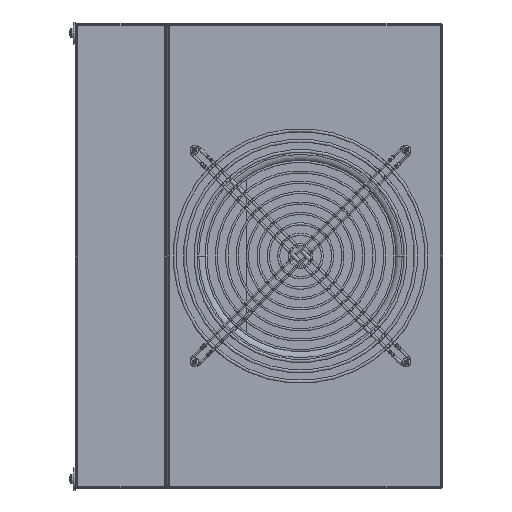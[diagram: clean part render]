
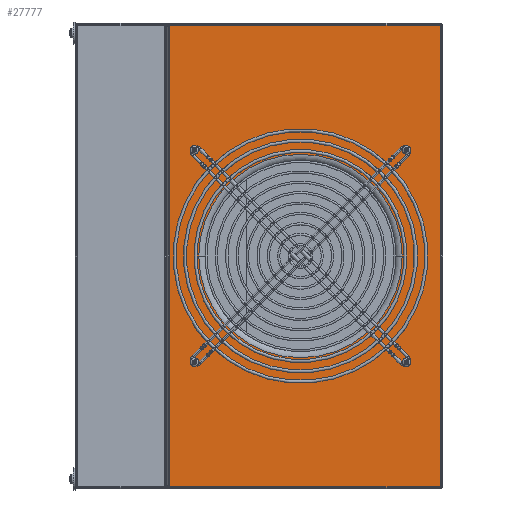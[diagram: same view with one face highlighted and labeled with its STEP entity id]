
A CAD part, left-side view. The second image highlights one B-rep face of the part: STEP entity #27777.
In plain terms, the highlighted planar face has unit normal (-1, 0, 0).
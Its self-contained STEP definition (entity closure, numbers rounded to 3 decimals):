
#656 = EDGE_CURVE ( 'NONE', #8345, #26805, #18134, .T. ) ;
#725 = CARTESIAN_POINT ( 'NONE',  ( -300., 28.379, -86.621 ) ) ;
#841 = VERTEX_POINT ( 'NONE', #8239 ) ;
#1258 = CIRCLE ( 'NONE', #15219, 83. ) ;
#1315 = DIRECTION ( 'NONE',  ( -1., 0., 0. ) ) ;
#1510 = CARTESIAN_POINT ( 'NONE',  ( -300., 198., 0. ) ) ;
#1700 = VERTEX_POINT ( 'NONE', #6358 ) ;
#1927 = VECTOR ( 'NONE', #44994, 1000. ) ;
#2160 = CARTESIAN_POINT ( 'NONE',  ( -300., 29.979, -86.621 ) ) ;
#2758 = EDGE_CURVE ( 'NONE', #21478, #34295, #1258, .T. ) ;
#2964 = AXIS2_PLACEMENT_3D ( 'NONE', #52295, #27700, #27861 ) ;
#4376 = CARTESIAN_POINT ( 'NONE',  ( -300., 1., 188.293 ) ) ;
#4642 = DIRECTION ( 'NONE',  ( -1., 0., 0. ) ) ;
#4715 = CARTESIAN_POINT ( 'NONE',  ( -300., 0., 188.293 ) ) ;
#5032 = DIRECTION ( 'NONE',  ( 0., 1., 0. ) ) ;
#5275 = VERTEX_POINT ( 'NONE', #14800 ) ;
#5553 = DIRECTION ( 'NONE',  ( 0., -1., 0. ) ) ;
#6117 = EDGE_CURVE ( 'NONE', #26805, #1700, #40085, .T. ) ;
#6358 = CARTESIAN_POINT ( 'NONE',  ( -300., 222., -188.293 ) ) ;
#6885 = ORIENTED_EDGE ( 'NONE', *, *, #41600, .F. ) ;
#6898 = FACE_BOUND ( 'NONE', #31955, .T. ) ;
#6983 = CARTESIAN_POINT ( 'NONE',  ( -300., 1., -188.293 ) ) ;
#7285 = CIRCLE ( 'NONE', #39633, 1.6 ) ;
#7590 = EDGE_LOOP ( 'NONE', ( #10716, #6885 ) ) ;
#8075 = DIRECTION ( 'NONE',  ( -1., 0., 0. ) ) ;
#8208 = FACE_BOUND ( 'NONE', #7590, .T. ) ;
#8239 = CARTESIAN_POINT ( 'NONE',  ( -300., 26.779, 86.621 ) ) ;
#8345 = VERTEX_POINT ( 'NONE', #4376 ) ;
#8811 = EDGE_LOOP ( 'NONE', ( #13225, #30617, #16268, #15336 ) ) ;
#8976 = EDGE_CURVE ( 'NONE', #45445, #1700, #29508, .T. ) ;
#9850 = AXIS2_PLACEMENT_3D ( 'NONE', #41553, #4642, #37764 ) ;
#10143 = ORIENTED_EDGE ( 'NONE', *, *, #37797, .F. ) ;
#10644 = ORIENTED_EDGE ( 'NONE', *, *, #27795, .F. ) ;
#10716 = ORIENTED_EDGE ( 'NONE', *, *, #18243, .F. ) ;
#11813 = DIRECTION ( 'NONE',  ( -1., 0., 0. ) ) ;
#12092 = DIRECTION ( 'NONE',  ( 0., 1., 0. ) ) ;
#12342 = CARTESIAN_POINT ( 'NONE',  ( -300., 200.021, -86.621 ) ) ;
#12942 = CIRCLE ( 'NONE', #31656, 1.6 ) ;
#13225 = ORIENTED_EDGE ( 'NONE', *, *, #6117, .T. ) ;
#13915 = FACE_OUTER_BOUND ( 'NONE', #8811, .T. ) ;
#14555 = CIRCLE ( 'NONE', #20674, 1.6 ) ;
#14800 = CARTESIAN_POINT ( 'NONE',  ( -300., 203.221, 86.621 ) ) ;
#14993 = AXIS2_PLACEMENT_3D ( 'NONE', #25778, #33521, #5032 ) ;
#15080 = VECTOR ( 'NONE', #38566, 1000. ) ;
#15161 = FACE_BOUND ( 'NONE', #44405, .T. ) ;
#15219 = AXIS2_PLACEMENT_3D ( 'NONE', #42620, #30578, #22270 ) ;
#15336 = ORIENTED_EDGE ( 'NONE', *, *, #656, .T. ) ;
#16114 = CARTESIAN_POINT ( 'NONE',  ( -300., 203.221, -86.621 ) ) ;
#16251 = CARTESIAN_POINT ( 'NONE',  ( -300., 0., -188.293 ) ) ;
#16268 = ORIENTED_EDGE ( 'NONE', *, *, #41586, .F. ) ;
#16445 = CIRCLE ( 'NONE', #14993, 83. ) ;
#16757 = EDGE_CURVE ( 'NONE', #5275, #39063, #18665, .T. ) ;
#16882 = DIRECTION ( 'NONE',  ( 0., -1., 0. ) ) ;
#17061 = CARTESIAN_POINT ( 'NONE',  ( -300., 28.379, 86.621 ) ) ;
#17407 = DIRECTION ( 'NONE',  ( 0., 1., 0. ) ) ;
#17800 = CARTESIAN_POINT ( 'NONE',  ( -300., 222., 188.293 ) ) ;
#18134 = LINE ( 'NONE', #4715, #32926 ) ;
#18243 = EDGE_CURVE ( 'NONE', #32209, #49617, #36544, .T. ) ;
#18587 = CARTESIAN_POINT ( 'NONE',  ( -300., 201.621, -86.621 ) ) ;
#18665 = CIRCLE ( 'NONE', #2964, 1.6 ) ;
#19938 = EDGE_LOOP ( 'NONE', ( #51581, #35284 ) ) ;
#20674 = AXIS2_PLACEMENT_3D ( 'NONE', #725, #49864, #16882 ) ;
#20790 = CARTESIAN_POINT ( 'NONE',  ( -300., 0., 0. ) ) ;
#21478 = VERTEX_POINT ( 'NONE', #1510 ) ;
#22083 = AXIS2_PLACEMENT_3D ( 'NONE', #42579, #1315, #30013 ) ;
#22270 = DIRECTION ( 'NONE',  ( 0., 1., 0. ) ) ;
#23033 = ORIENTED_EDGE ( 'NONE', *, *, #2758, .F. ) ;
#23223 = DIRECTION ( 'NONE',  ( 0., 0., -1. ) ) ;
#24079 = CARTESIAN_POINT ( 'NONE',  ( -300., 201.621, 86.621 ) ) ;
#24166 = EDGE_CURVE ( 'NONE', #38951, #41935, #32850, .T. ) ;
#24283 = DIRECTION ( 'NONE',  ( 0., -1., 0. ) ) ;
#24593 = EDGE_LOOP ( 'NONE', ( #49511, #23033 ) ) ;
#25278 = DIRECTION ( 'NONE',  ( 0., -1., 0. ) ) ;
#25778 = CARTESIAN_POINT ( 'NONE',  ( -300., 115., 0. ) ) ;
#26805 = VERTEX_POINT ( 'NONE', #27705 ) ;
#27700 = DIRECTION ( 'NONE',  ( -1., 0., 0. ) ) ;
#27705 = CARTESIAN_POINT ( 'NONE',  ( -300., 222., 188.293 ) ) ;
#27777 = ADVANCED_FACE ( 'NONE', ( #13915, #6898, #40836, #15161, #8208, #47925 ), #45428, .F. ) ;
#27795 = EDGE_CURVE ( 'NONE', #41935, #38951, #14555, .T. ) ;
#27861 = DIRECTION ( 'NONE',  ( 0., -1., 0. ) ) ;
#28700 = CARTESIAN_POINT ( 'NONE',  ( -300., 26.779, -86.621 ) ) ;
#29508 = LINE ( 'NONE', #16251, #1927 ) ;
#30013 = DIRECTION ( 'NONE',  ( 0., -1., 0. ) ) ;
#30578 = DIRECTION ( 'NONE',  ( -1., 0., 0. ) ) ;
#30617 = ORIENTED_EDGE ( 'NONE', *, *, #8976, .F. ) ;
#31656 = AXIS2_PLACEMENT_3D ( 'NONE', #24079, #11813, #35803 ) ;
#31955 = EDGE_LOOP ( 'NONE', ( #10143, #51134 ) ) ;
#32209 = VERTEX_POINT ( 'NONE', #12342 ) ;
#32850 = CIRCLE ( 'NONE', #9850, 1.6 ) ;
#32926 = VECTOR ( 'NONE', #17407, 1000. ) ;
#33108 = EDGE_CURVE ( 'NONE', #34295, #21478, #16445, .T. ) ;
#33262 = CARTESIAN_POINT ( 'NONE',  ( -300., 32., 0. ) ) ;
#33521 = DIRECTION ( 'NONE',  ( -1., 0., 0. ) ) ;
#33963 = CIRCLE ( 'NONE', #44070, 1.6 ) ;
#34257 = CARTESIAN_POINT ( 'NONE',  ( -300., 29.979, 86.621 ) ) ;
#34295 = VERTEX_POINT ( 'NONE', #33262 ) ;
#35284 = ORIENTED_EDGE ( 'NONE', *, *, #51526, .F. ) ;
#35803 = DIRECTION ( 'NONE',  ( 0., -1., 0. ) ) ;
#36544 = CIRCLE ( 'NONE', #48260, 1.6 ) ;
#36628 = DIRECTION ( 'NONE',  ( 1., 0., 0. ) ) ;
#37764 = DIRECTION ( 'NONE',  ( 0., -1., 0. ) ) ;
#37797 = EDGE_CURVE ( 'NONE', #39063, #5275, #12942, .T. ) ;
#38566 = DIRECTION ( 'NONE',  ( 0., 0., -1. ) ) ;
#38951 = VERTEX_POINT ( 'NONE', #28700 ) ;
#39063 = VERTEX_POINT ( 'NONE', #42163 ) ;
#39181 = VERTEX_POINT ( 'NONE', #34257 ) ;
#39633 = AXIS2_PLACEMENT_3D ( 'NONE', #48549, #8075, #24283 ) ;
#40085 = LINE ( 'NONE', #17800, #15080 ) ;
#40836 = FACE_BOUND ( 'NONE', #19938, .T. ) ;
#41449 = DIRECTION ( 'NONE',  ( -1., 0., 0. ) ) ;
#41553 = CARTESIAN_POINT ( 'NONE',  ( -300., 28.379, -86.621 ) ) ;
#41586 = EDGE_CURVE ( 'NONE', #8345, #45445, #47700, .T. ) ;
#41600 = EDGE_CURVE ( 'NONE', #49617, #32209, #7285, .T. ) ;
#41935 = VERTEX_POINT ( 'NONE', #2160 ) ;
#42163 = CARTESIAN_POINT ( 'NONE',  ( -300., 200.021, 86.621 ) ) ;
#42579 = CARTESIAN_POINT ( 'NONE',  ( -300., 28.379, 86.621 ) ) ;
#42620 = CARTESIAN_POINT ( 'NONE',  ( -300., 115., 0. ) ) ;
#44070 = AXIS2_PLACEMENT_3D ( 'NONE', #17061, #41449, #25278 ) ;
#44405 = EDGE_LOOP ( 'NONE', ( #49959, #10644 ) ) ;
#44994 = DIRECTION ( 'NONE',  ( 0., 1., 0. ) ) ;
#45149 = VECTOR ( 'NONE', #23223, 1000. ) ;
#45428 = PLANE ( 'NONE',  #51963 ) ;
#45445 = VERTEX_POINT ( 'NONE', #6983 ) ;
#46783 = DIRECTION ( 'NONE',  ( -1., 0., 0. ) ) ;
#47700 = LINE ( 'NONE', #47858, #45149 ) ;
#47858 = CARTESIAN_POINT ( 'NONE',  ( -300., 1., -190. ) ) ;
#47925 = FACE_BOUND ( 'NONE', #24593, .T. ) ;
#48260 = AXIS2_PLACEMENT_3D ( 'NONE', #18587, #46783, #5553 ) ;
#48549 = CARTESIAN_POINT ( 'NONE',  ( -300., 201.621, -86.621 ) ) ;
#49511 = ORIENTED_EDGE ( 'NONE', *, *, #33108, .F. ) ;
#49617 = VERTEX_POINT ( 'NONE', #16114 ) ;
#49864 = DIRECTION ( 'NONE',  ( -1., 0., 0. ) ) ;
#49959 = ORIENTED_EDGE ( 'NONE', *, *, #24166, .F. ) ;
#50251 = EDGE_CURVE ( 'NONE', #841, #39181, #33963, .T. ) ;
#50521 = CIRCLE ( 'NONE', #22083, 1.6 ) ;
#51134 = ORIENTED_EDGE ( 'NONE', *, *, #16757, .F. ) ;
#51526 = EDGE_CURVE ( 'NONE', #39181, #841, #50521, .T. ) ;
#51581 = ORIENTED_EDGE ( 'NONE', *, *, #50251, .F. ) ;
#51963 = AXIS2_PLACEMENT_3D ( 'NONE', #20790, #36628, #12092 ) ;
#52295 = CARTESIAN_POINT ( 'NONE',  ( -300., 201.621, 86.621 ) ) ;
